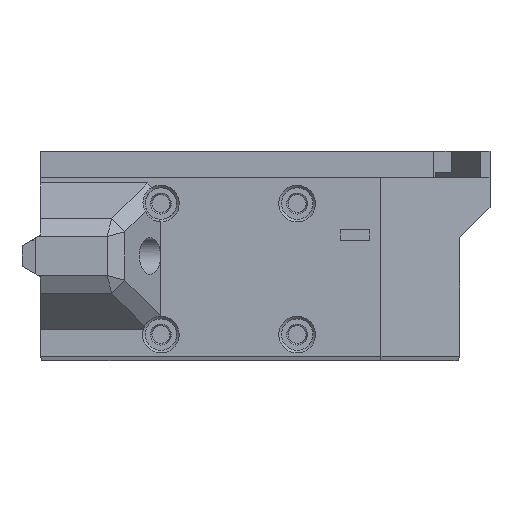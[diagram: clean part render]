
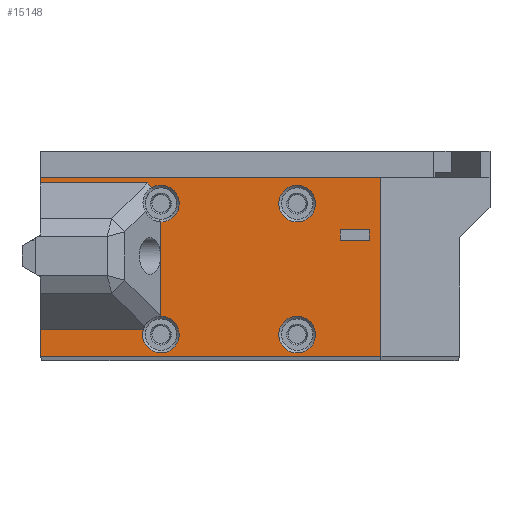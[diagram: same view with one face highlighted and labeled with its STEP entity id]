
A CAD part, front view. The second image highlights one B-rep face of the part: STEP entity #15148.
In plain terms, the highlighted planar face has unit normal (0, -1, 0).
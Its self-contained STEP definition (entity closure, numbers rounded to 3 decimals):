
#160=FACE_BOUND('',#2425,.T.);
#161=FACE_BOUND('',#2426,.T.);
#162=FACE_BOUND('',#2427,.T.);
#630=CIRCLE('',#16310,3.5);
#631=CIRCLE('',#16316,3.5);
#633=CIRCLE('',#16326,3.5);
#635=CIRCLE('',#16334,3.5);
#636=CIRCLE('',#16335,3.5);
#1502=FACE_OUTER_BOUND('',#2424,.T.);
#2424=EDGE_LOOP('',(#13648,#13649,#13650,#13651,#13652,#13653,#13654,#13655,
#13656,#13657,#13658,#13659,#13660,#13661));
#2425=EDGE_LOOP('',(#13662));
#2426=EDGE_LOOP('',(#13663,#13664,#13665,#13666));
#2427=EDGE_LOOP('',(#13667));
#2624=LINE('',#20953,#4357);
#2655=LINE('',#21015,#4388);
#2883=LINE('',#21718,#4616);
#4136=LINE('',#24967,#5869);
#4139=LINE('',#24972,#5872);
#4141=LINE('',#24976,#5874);
#4143=LINE('',#24979,#5876);
#4145=LINE('',#24992,#5878);
#4148=LINE('',#24996,#5881);
#4149=LINE('',#24999,#5882);
#4151=LINE('',#25002,#5884);
#4152=LINE('',#25004,#5885);
#4153=LINE('',#25006,#5886);
#4154=LINE('',#25008,#5887);
#4155=LINE('',#25010,#5888);
#4357=VECTOR('',#16735,10.);
#4388=VECTOR('',#16780,10.);
#4616=VECTOR('',#17206,10.);
#5869=VECTOR('',#20327,10.);
#5872=VECTOR('',#20332,10.);
#5874=VECTOR('',#20336,10.);
#5876=VECTOR('',#20340,10.);
#5878=VECTOR('',#20350,10.);
#5881=VECTOR('',#20355,10.);
#5882=VECTOR('',#20358,10.);
#5884=VECTOR('',#20362,10.);
#5885=VECTOR('',#20365,10.);
#5886=VECTOR('',#20368,10.);
#5887=VECTOR('',#20371,10.);
#5888=VECTOR('',#20372,10.);
#6123=VERTEX_POINT('',#20950);
#6124=VERTEX_POINT('',#20952);
#6146=VERTEX_POINT('',#21006);
#6148=VERTEX_POINT('',#21014);
#6371=VERTEX_POINT('',#21715);
#6372=VERTEX_POINT('',#21717);
#6375=VERTEX_POINT('',#21725);
#7209=VERTEX_POINT('',#24548);
#7226=VERTEX_POINT('',#24814);
#7229=VERTEX_POINT('',#24961);
#7230=VERTEX_POINT('',#24965);
#7231=VERTEX_POINT('',#24966);
#7232=VERTEX_POINT('',#24971);
#7233=VERTEX_POINT('',#24975);
#7234=VERTEX_POINT('',#24981);
#7236=VERTEX_POINT('',#24987);
#7237=VERTEX_POINT('',#24991);
#7238=VERTEX_POINT('',#24998);
#7239=VERTEX_POINT('',#25009);
#7241=VERTEX_POINT('',#25029);
#7506=EDGE_CURVE('',#6123,#6124,#2624,.T.);
#7537=EDGE_CURVE('',#6146,#6148,#2655,.T.);
#7823=EDGE_CURVE('',#6371,#6372,#2883,.F.);
#9351=EDGE_CURVE('',#7229,#7229,#630,.T.);
#9353=EDGE_CURVE('',#7230,#7231,#4136,.T.);
#9356=EDGE_CURVE('',#7231,#7232,#4139,.T.);
#9358=EDGE_CURVE('',#7232,#7233,#4141,.T.);
#9360=EDGE_CURVE('',#7230,#7233,#4143,.T.);
#9361=EDGE_CURVE('',#7234,#7234,#631,.T.);
#9365=EDGE_CURVE('',#7236,#7237,#4145,.F.);
#9368=EDGE_CURVE('',#6123,#7237,#4148,.T.);
#9369=EDGE_CURVE('',#6124,#7238,#4149,.T.);
#9371=EDGE_CURVE('',#7226,#7238,#4151,.T.);
#9372=EDGE_CURVE('',#7226,#6146,#4152,.T.);
#9373=EDGE_CURVE('',#6375,#6148,#4153,.T.);
#9374=EDGE_CURVE('',#7209,#6372,#4154,.T.);
#9375=EDGE_CURVE('',#7239,#7209,#4155,.T.);
#9377=EDGE_CURVE('',#7239,#7236,#633,.T.);
#9384=EDGE_CURVE('',#6375,#7241,#635,.T.);
#9385=EDGE_CURVE('',#7241,#6371,#636,.T.);
#13648=ORIENTED_EDGE('',*,*,#9384,.F.);
#13649=ORIENTED_EDGE('',*,*,#9373,.T.);
#13650=ORIENTED_EDGE('',*,*,#7537,.F.);
#13651=ORIENTED_EDGE('',*,*,#9372,.F.);
#13652=ORIENTED_EDGE('',*,*,#9371,.T.);
#13653=ORIENTED_EDGE('',*,*,#9369,.F.);
#13654=ORIENTED_EDGE('',*,*,#7506,.F.);
#13655=ORIENTED_EDGE('',*,*,#9368,.T.);
#13656=ORIENTED_EDGE('',*,*,#9365,.F.);
#13657=ORIENTED_EDGE('',*,*,#9377,.F.);
#13658=ORIENTED_EDGE('',*,*,#9375,.T.);
#13659=ORIENTED_EDGE('',*,*,#9374,.T.);
#13660=ORIENTED_EDGE('',*,*,#7823,.F.);
#13661=ORIENTED_EDGE('',*,*,#9385,.F.);
#13662=ORIENTED_EDGE('',*,*,#9361,.F.);
#13663=ORIENTED_EDGE('',*,*,#9360,.T.);
#13664=ORIENTED_EDGE('',*,*,#9358,.F.);
#13665=ORIENTED_EDGE('',*,*,#9356,.F.);
#13666=ORIENTED_EDGE('',*,*,#9353,.F.);
#13667=ORIENTED_EDGE('',*,*,#9351,.F.);
#14341=PLANE('',#16333);
#15148=ADVANCED_FACE('',(#1502,#160,#161,#162),#14341,.T.);
#16310=AXIS2_PLACEMENT_3D('',#24962,#20322,#20323);
#16316=AXIS2_PLACEMENT_3D('',#24982,#20343,#20344);
#16326=AXIS2_PLACEMENT_3D('',#25015,#20375,#20376);
#16333=AXIS2_PLACEMENT_3D('',#25028,#20394,#20395);
#16334=AXIS2_PLACEMENT_3D('',#25030,#20396,#20397);
#16335=AXIS2_PLACEMENT_3D('',#25031,#20398,#20399);
#16735=DIRECTION('',(0.,0.,1.));
#16780=DIRECTION('',(0.,0.,1.));
#17206=DIRECTION('',(-0.707,0.,-0.707));
#20322=DIRECTION('center_axis',(0.,-1.,0.));
#20323=DIRECTION('ref_axis',(-1.,0.,0.));
#20327=DIRECTION('',(0.,0.,1.));
#20332=DIRECTION('',(-1.,0.,0.));
#20336=DIRECTION('',(0.,0.,-1.));
#20340=DIRECTION('',(-1.,0.,0.));
#20343=DIRECTION('center_axis',(0.,-1.,0.));
#20344=DIRECTION('ref_axis',(-1.,0.,0.));
#20350=DIRECTION('',(0.707,0.,-0.707));
#20355=DIRECTION('',(1.,0.,0.));
#20358=DIRECTION('',(1.,0.,0.));
#20362=DIRECTION('',(0.,0.,1.));
#20365=DIRECTION('',(-1.,0.,0.));
#20368=DIRECTION('',(-1.,0.,0.));
#20371=DIRECTION('',(0.,0.,-1.));
#20372=DIRECTION('',(0.,0.,-1.));
#20375=DIRECTION('center_axis',(0.,-1.,0.));
#20376=DIRECTION('ref_axis',(1.,0.,0.));
#20394=DIRECTION('center_axis',(0.,-1.,0.));
#20395=DIRECTION('ref_axis',(1.,0.,0.));
#20396=DIRECTION('center_axis',(0.,-1.,0.));
#20397=DIRECTION('ref_axis',(-1.,0.,0.));
#20398=DIRECTION('center_axis',(0.,-1.,0.));
#20399=DIRECTION('ref_axis',(-1.,0.,0.));
#20950=CARTESIAN_POINT('',(-36.,-15.,33.939));
#20952=CARTESIAN_POINT('',(-36.,-15.,35.));
#20953=CARTESIAN_POINT('',(-36.,-15.,0.));
#21006=CARTESIAN_POINT('',(-36.,-15.,0.824));
#21014=CARTESIAN_POINT('',(-36.,-15.,6.061));
#21015=CARTESIAN_POINT('',(-36.,-15.,0.));
#21715=CARTESIAN_POINT('',(-13.141,-15.,8.497));
#21717=CARTESIAN_POINT('',(-13.061,-15.,8.577));
#21718=CARTESIAN_POINT('',(-21.569,-15.,0.069));
#21725=CARTESIAN_POINT('',(-16.335,-15.,6.061));
#24548=CARTESIAN_POINT('',(-13.061,-15.,20.));
#24814=CARTESIAN_POINT('',(29.,-15.,0.824));
#24961=CARTESIAN_POINT('',(16.5,-15.,30.));
#24962=CARTESIAN_POINT('Origin',(13.,-15.,30.));
#24965=CARTESIAN_POINT('',(26.8,-15.,23.));
#24966=CARTESIAN_POINT('',(26.8,-15.,25.));
#24967=CARTESIAN_POINT('',(26.8,-15.,12.8));
#24971=CARTESIAN_POINT('',(21.2,-15.,25.));
#24972=CARTESIAN_POINT('',(21.2,-15.,25.));
#24975=CARTESIAN_POINT('',(21.2,-15.,23.));
#24976=CARTESIAN_POINT('',(21.2,-15.,12.8));
#24979=CARTESIAN_POINT('',(-6.,-15.,23.));
#24981=CARTESIAN_POINT('',(16.5,-15.,5.));
#24982=CARTESIAN_POINT('Origin',(13.,-15.,5.));
#24987=CARTESIAN_POINT('',(-14.699,-15.,33.06));
#24991=CARTESIAN_POINT('',(-15.577,-15.,33.939));
#24992=CARTESIAN_POINT('',(-11.569,-15.,29.931));
#24996=CARTESIAN_POINT('',(-36.,-15.,33.939));
#24998=CARTESIAN_POINT('',(29.,-15.,35.));
#24999=CARTESIAN_POINT('',(-36.,-15.,35.));
#25002=CARTESIAN_POINT('',(29.,-15.,0.));
#25004=CARTESIAN_POINT('',(-17.049,-15.,0.824));
#25006=CARTESIAN_POINT('',(-36.,-15.,6.061));
#25008=CARTESIAN_POINT('',(-13.061,-15.,10.));
#25009=CARTESIAN_POINT('',(-13.061,-15.,26.501));
#25010=CARTESIAN_POINT('',(-13.061,-15.,10.));
#25015=CARTESIAN_POINT('Origin',(-13.,-15.,30.));
#25028=CARTESIAN_POINT('Origin',(-36.,-15.,0.));
#25029=CARTESIAN_POINT('',(-9.5,-15.,5.));
#25030=CARTESIAN_POINT('Origin',(-13.,-15.,5.));
#25031=CARTESIAN_POINT('Origin',(-13.,-15.,5.));
